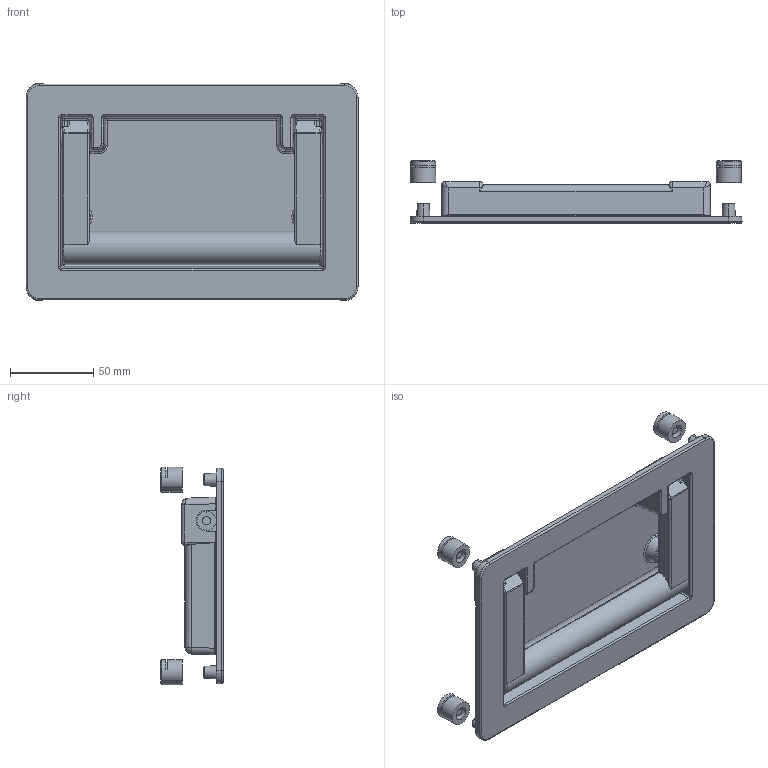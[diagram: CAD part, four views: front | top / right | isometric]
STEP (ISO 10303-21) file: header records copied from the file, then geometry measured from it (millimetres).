
FILE_DESCRIPTION( (''), '2;1');
FILE_NAME ('PC14.4448.THA_470_30141.stp','2020-05-01T16:28:04',(''),(''),'spGate 16.7.1','','');
FILE_SCHEMA (('AUTOMOTIVE_DESIGN'));
Length unit declared in the file: millimetre
Products named in the file (5): Assembly; グリップ; ピン; 取付金具; 本体
Assembly tree (8 placements, depth 2):
  Assembly
    グリップ
    ピン  x2
    取付金具  x4
    本体
Bounding box: 200 x 37.5 x 131 mm (x, y, z)
Volume: 184267 mm3; surface area: 102294.4 mm2
Topology: 8 solids, 8 shells, 652 faces, 1522 edges, 906 vertices
Faces by surface type: cylinder 277, plane 191, bspline 148, sphere 36
Entity records: 27751 total; most frequent: CARTESIAN_POINT 6563, ORIENTED_EDGE 2434, DIRECTION 2142, COLOUR_RGB 1748, PRESENTATION_STYLE_ASSIGNMENT 1748, STYLED_ITEM 1748, EDGE_CURVE 1217, DRAUGHTING_PRE_DEFINED_CURVE_FONT 1217
